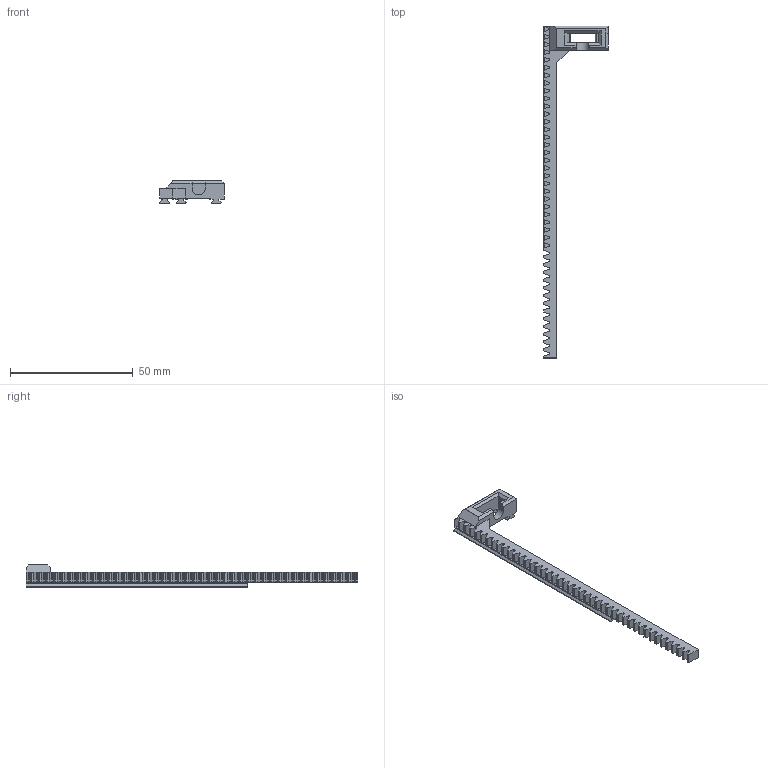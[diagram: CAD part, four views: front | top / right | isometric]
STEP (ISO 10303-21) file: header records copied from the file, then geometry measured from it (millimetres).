
FILE_DESCRIPTION(/* description */ (''),/* implementation_level */ '2;1');
FILE_NAME(/* name */ 'Syringe Holder (bigger teeth)_v5.step',/* time_stamp */ '2023-08-31T11:34:23-07:00',/* author */ (''),/* organization */ (''),/* preprocessor_version */ 'ST-DEVELOPER v20',/* originating_system */ 'Autodesk Translation Framework v12.9.0.99',/* authorisation */ '');
FILE_SCHEMA (('AUTOMOTIVE_DESIGN { 1 0 10303 214 3 1 1 }'));
Length unit declared in the file: millimetre
Products named in the file (4): Syringe Holder (bigger teeth); Syringe Head; Plunger Holder; Bigger20 Degree Pressure Angle Gear Rack v1
Assembly tree (3 placements, depth 4):
  Syringe Holder (bigger teeth)
    Syringe Head
      Plunger Holder
        Bigger20 Degree Pressure Angle Gear Rack v1
Bounding box: 26.36 x 135 x 8.97 mm (x, y, z)
Volume: 4043.5 mm3; surface area: 4482.9 mm2
Topology: 1 solids, 1 shells, 389 faces, 1095 edges, 706 vertices
Faces by surface type: plane 288, cylinder 101
Entity records: 12499 total; most frequent: CARTESIAN_POINT 2197, ORIENTED_EDGE 2190, DIRECTION 2089, EDGE_CURVE 1095, LINE 893, VECTOR 893, VERTEX_POINT 706, AXIS2_PLACEMENT_3D 598
